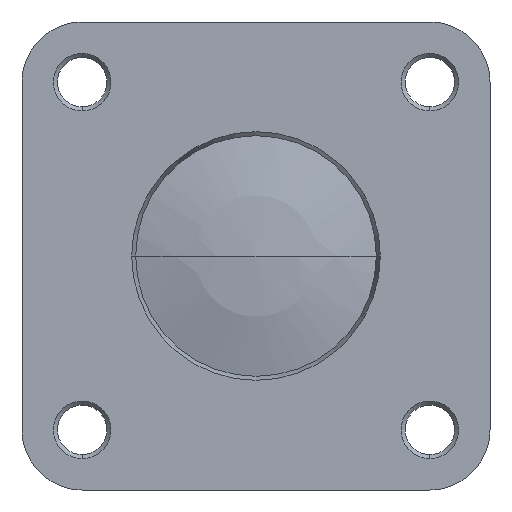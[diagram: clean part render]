
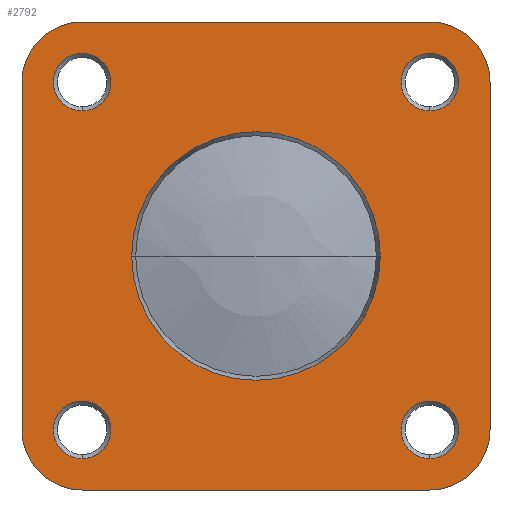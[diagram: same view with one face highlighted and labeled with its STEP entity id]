
A CAD part, left-side view. The second image highlights one B-rep face of the part: STEP entity #2792.
In plain terms, the highlighted planar face has unit normal (-1, 0, 0).
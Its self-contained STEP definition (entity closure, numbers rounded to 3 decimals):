
#1794=CARTESIAN_POINT('',(-9.7,13.,13.));
#1795=DIRECTION('',(1.,0.,0.));
#1796=DIRECTION('',(0.,1.,0.));
#1797=AXIS2_PLACEMENT_3D('',#1794,#1795,#1796);
#1799=CARTESIAN_POINT('',(-9.7,-13.,13.));
#1800=DIRECTION('',(1.,0.,0.));
#1801=DIRECTION('',(0.,0.,1.));
#1802=AXIS2_PLACEMENT_3D('',#1799,#1800,#1801);
#1804=CARTESIAN_POINT('',(-9.7,-13.,-13.));
#1805=DIRECTION('',(1.,0.,0.));
#1806=DIRECTION('',(0.,-1.,0.));
#1807=AXIS2_PLACEMENT_3D('',#1804,#1805,#1806);
#1809=CARTESIAN_POINT('',(-9.7,13.,-13.));
#1810=DIRECTION('',(1.,0.,0.));
#1811=DIRECTION('',(0.,0.,-1.));
#1812=AXIS2_PLACEMENT_3D('',#1809,#1810,#1811);
#1814=CARTESIAN_POINT('',(-9.7,0.,0.));
#1815=DIRECTION('',(-1.,0.,0.));
#1816=DIRECTION('',(0.,1.,0.));
#1817=AXIS2_PLACEMENT_3D('',#1814,#1815,#1816);
#1819=CARTESIAN_POINT('',(-9.7,0.,0.));
#1820=DIRECTION('',(-1.,0.,0.));
#1821=DIRECTION('',(0.,-1.,0.));
#1822=AXIS2_PLACEMENT_3D('',#1819,#1820,#1821);
#1824=CARTESIAN_POINT('',(-9.7,13.,13.));
#1825=DIRECTION('',(-1.,0.,0.));
#1826=DIRECTION('',(0.,0.,-1.));
#1827=AXIS2_PLACEMENT_3D('',#1824,#1825,#1826);
#1829=CARTESIAN_POINT('',(-9.7,13.,13.));
#1830=DIRECTION('',(-1.,0.,0.));
#1831=DIRECTION('',(0.,0.,1.));
#1832=AXIS2_PLACEMENT_3D('',#1829,#1830,#1831);
#1834=CARTESIAN_POINT('',(-9.7,13.,-13.));
#1835=DIRECTION('',(-1.,0.,0.));
#1836=DIRECTION('',(0.,0.,-1.));
#1837=AXIS2_PLACEMENT_3D('',#1834,#1835,#1836);
#1839=CARTESIAN_POINT('',(-9.7,13.,-13.));
#1840=DIRECTION('',(-1.,0.,0.));
#1841=DIRECTION('',(0.,0.,1.));
#1842=AXIS2_PLACEMENT_3D('',#1839,#1840,#1841);
#1844=CARTESIAN_POINT('',(-9.7,-13.,-13.));
#1845=DIRECTION('',(-1.,0.,0.));
#1846=DIRECTION('',(0.,0.,-1.));
#1847=AXIS2_PLACEMENT_3D('',#1844,#1845,#1846);
#1849=CARTESIAN_POINT('',(-9.7,-13.,-13.));
#1850=DIRECTION('',(-1.,0.,0.));
#1851=DIRECTION('',(0.,0.,1.));
#1852=AXIS2_PLACEMENT_3D('',#1849,#1850,#1851);
#1854=CARTESIAN_POINT('',(-9.7,-13.,13.));
#1855=DIRECTION('',(-1.,0.,0.));
#1856=DIRECTION('',(0.,0.,-1.));
#1857=AXIS2_PLACEMENT_3D('',#1854,#1855,#1856);
#1859=CARTESIAN_POINT('',(-9.7,-13.,13.));
#1860=DIRECTION('',(-1.,0.,0.));
#1861=DIRECTION('',(0.,0.,1.));
#1862=AXIS2_PLACEMENT_3D('',#1859,#1860,#1861);
#2034=DIRECTION('',(0.,0.,-1.));
#2035=VECTOR('',#2034,26.);
#2036=CARTESIAN_POINT('',(-9.7,17.5,13.));
#2037=LINE('',#2036,#2035);
#2046=DIRECTION('',(0.,-1.,0.));
#2047=VECTOR('',#2046,26.);
#2048=CARTESIAN_POINT('',(-9.7,13.,-17.5));
#2049=LINE('',#2048,#2047);
#2058=DIRECTION('',(0.,0.,1.));
#2059=VECTOR('',#2058,26.);
#2060=CARTESIAN_POINT('',(-9.7,-17.5,-13.));
#2061=LINE('',#2060,#2059);
#2070=DIRECTION('',(0.,1.,0.));
#2071=VECTOR('',#2070,26.);
#2072=CARTESIAN_POINT('',(-9.7,-13.,17.5));
#2073=LINE('',#2072,#2071);
#2517=CARTESIAN_POINT('',(-9.7,-13.,-15.15));
#2518=CARTESIAN_POINT('',(-9.7,-13.,-10.85));
#2519=VERTEX_POINT('',#2517);
#2520=VERTEX_POINT('',#2518);
#2521=CARTESIAN_POINT('',(-9.7,17.5,13.));
#2522=CARTESIAN_POINT('',(-9.7,13.,17.5));
#2523=VERTEX_POINT('',#2521);
#2524=VERTEX_POINT('',#2522);
#2525=CARTESIAN_POINT('',(-9.7,-13.,17.5));
#2526=VERTEX_POINT('',#2525);
#2527=CARTESIAN_POINT('',(-9.7,-17.5,13.));
#2528=VERTEX_POINT('',#2527);
#2529=CARTESIAN_POINT('',(-9.7,-17.5,-13.));
#2530=VERTEX_POINT('',#2529);
#2531=CARTESIAN_POINT('',(-9.7,-13.,-17.5));
#2532=VERTEX_POINT('',#2531);
#2533=CARTESIAN_POINT('',(-9.7,13.,-17.5));
#2534=VERTEX_POINT('',#2533);
#2535=CARTESIAN_POINT('',(-9.7,17.5,-13.));
#2536=VERTEX_POINT('',#2535);
#2537=CARTESIAN_POINT('',(-9.7,9.3,0.));
#2538=CARTESIAN_POINT('',(-9.7,-9.3,0.));
#2539=VERTEX_POINT('',#2537);
#2540=VERTEX_POINT('',#2538);
#2541=CARTESIAN_POINT('',(-9.7,13.,10.85));
#2542=CARTESIAN_POINT('',(-9.7,13.,15.15));
#2543=VERTEX_POINT('',#2541);
#2544=VERTEX_POINT('',#2542);
#2545=CARTESIAN_POINT('',(-9.7,13.,-15.15));
#2546=CARTESIAN_POINT('',(-9.7,13.,-10.85));
#2547=VERTEX_POINT('',#2545);
#2548=VERTEX_POINT('',#2546);
#2549=CARTESIAN_POINT('',(-9.7,-13.,10.85));
#2550=CARTESIAN_POINT('',(-9.7,-13.,15.15));
#2551=VERTEX_POINT('',#2549);
#2552=VERTEX_POINT('',#2550);
#2740=CARTESIAN_POINT('',(-9.7,0.,0.));
#2741=DIRECTION('',(1.,0.,0.));
#2742=DIRECTION('',(0.,0.,-1.));
#2743=AXIS2_PLACEMENT_3D('',#2740,#2741,#2742);
#2744=PLANE('',#2743);
#2746=ORIENTED_EDGE('',*,*,#2745,.T.);
#2748=ORIENTED_EDGE('',*,*,#2747,.F.);
#2750=ORIENTED_EDGE('',*,*,#2749,.T.);
#2752=ORIENTED_EDGE('',*,*,#2751,.F.);
#2754=ORIENTED_EDGE('',*,*,#2753,.T.);
#2756=ORIENTED_EDGE('',*,*,#2755,.F.);
#2758=ORIENTED_EDGE('',*,*,#2757,.T.);
#2760=ORIENTED_EDGE('',*,*,#2759,.F.);
#2761=EDGE_LOOP('',(#2746,#2748,#2750,#2752,#2754,#2756,#2758,#2760));
#2762=FACE_OUTER_BOUND('',#2761,.F.);
#2764=ORIENTED_EDGE('',*,*,#2763,.T.);
#2766=ORIENTED_EDGE('',*,*,#2765,.T.);
#2767=EDGE_LOOP('',(#2764,#2766));
#2768=FACE_BOUND('',#2767,.F.);
#2770=ORIENTED_EDGE('',*,*,#2769,.T.);
#2772=ORIENTED_EDGE('',*,*,#2771,.T.);
#2773=EDGE_LOOP('',(#2770,#2772));
#2774=FACE_BOUND('',#2773,.F.);
#2776=ORIENTED_EDGE('',*,*,#2775,.T.);
#2778=ORIENTED_EDGE('',*,*,#2777,.T.);
#2779=EDGE_LOOP('',(#2776,#2778));
#2780=FACE_BOUND('',#2779,.F.);
#2781=ORIENTED_EDGE('',*,*,#2730,.T.);
#2783=ORIENTED_EDGE('',*,*,#2782,.T.);
#2784=EDGE_LOOP('',(#2781,#2783));
#2785=FACE_BOUND('',#2784,.F.);
#2787=ORIENTED_EDGE('',*,*,#2786,.T.);
#2789=ORIENTED_EDGE('',*,*,#2788,.T.);
#2790=EDGE_LOOP('',(#2787,#2789));
#2791=FACE_BOUND('',#2790,.F.);
#2792=ADVANCED_FACE('',(#2762,#2768,#2774,#2780,#2785,#2791),#2744,.F.);
#1798=CIRCLE('',#1797,4.5);
#1803=CIRCLE('',#1802,4.5);
#1808=CIRCLE('',#1807,4.5);
#1813=CIRCLE('',#1812,4.5);
#1818=CIRCLE('',#1817,9.3);
#1823=CIRCLE('',#1822,9.3);
#1828=CIRCLE('',#1827,2.15);
#1833=CIRCLE('',#1832,2.15);
#1838=CIRCLE('',#1837,2.15);
#1843=CIRCLE('',#1842,2.15);
#1848=CIRCLE('',#1847,2.15);
#1853=CIRCLE('',#1852,2.15);
#1858=CIRCLE('',#1857,2.15);
#1863=CIRCLE('',#1862,2.15);
#2730=EDGE_CURVE('',#2519,#2520,#1848,.T.);
#2745=EDGE_CURVE('',#2523,#2524,#1798,.T.);
#2747=EDGE_CURVE('',#2526,#2524,#2073,.T.);
#2749=EDGE_CURVE('',#2526,#2528,#1803,.T.);
#2751=EDGE_CURVE('',#2530,#2528,#2061,.T.);
#2753=EDGE_CURVE('',#2530,#2532,#1808,.T.);
#2755=EDGE_CURVE('',#2534,#2532,#2049,.T.);
#2757=EDGE_CURVE('',#2534,#2536,#1813,.T.);
#2759=EDGE_CURVE('',#2523,#2536,#2037,.T.);
#2763=EDGE_CURVE('',#2539,#2540,#1818,.T.);
#2765=EDGE_CURVE('',#2540,#2539,#1823,.T.);
#2769=EDGE_CURVE('',#2543,#2544,#1828,.T.);
#2771=EDGE_CURVE('',#2544,#2543,#1833,.T.);
#2775=EDGE_CURVE('',#2547,#2548,#1838,.T.);
#2777=EDGE_CURVE('',#2548,#2547,#1843,.T.);
#2782=EDGE_CURVE('',#2520,#2519,#1853,.T.);
#2786=EDGE_CURVE('',#2551,#2552,#1858,.T.);
#2788=EDGE_CURVE('',#2552,#2551,#1863,.T.);
